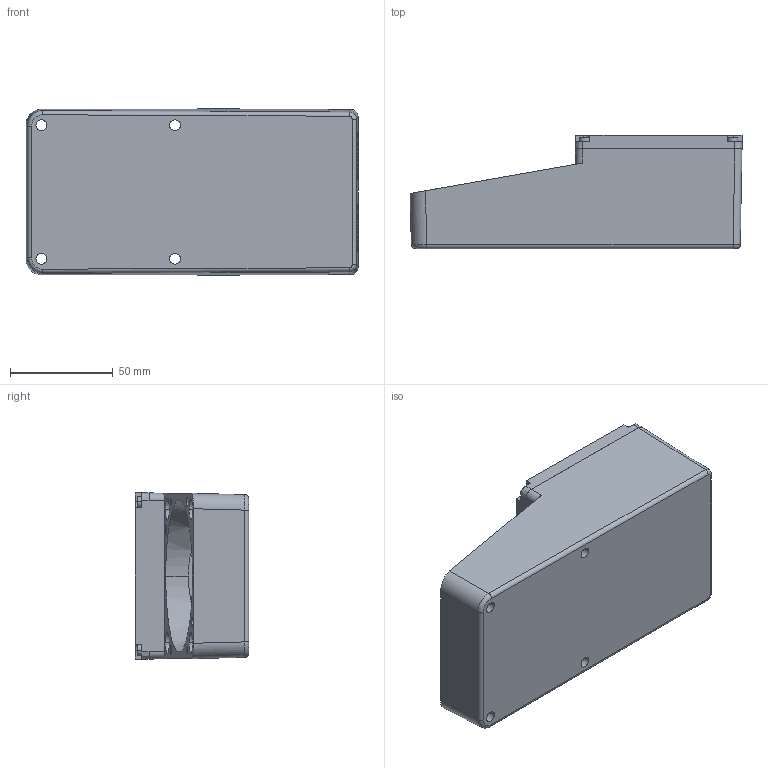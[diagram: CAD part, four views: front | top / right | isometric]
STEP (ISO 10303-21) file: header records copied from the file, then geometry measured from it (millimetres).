
FILE_DESCRIPTION((''),'2;1');
FILE_NAME('DM-CAD-2460','2016-11-07T',('creinig-se'),(''),'PRO/ENGINEER BY PARAMETRIC TECHNOLOGY CORPORATION, 2015440','PRO/ENGINEER BY PARAMETRIC TECHNOLOGY CORPORATION, 2015440','');
FILE_SCHEMA(('CONFIG_CONTROL_DESIGN'));
Length unit declared in the file: millimetre
Products named in the file (1): DM-CAD-2460
Bounding box: 161.51 x 55.2 x 80.94 mm (x, y, z)
Volume: 420835.2 mm3; surface area: 60906.3 mm2
Topology: 1 solids, 5 shells, 236 faces, 562 edges, 355 vertices
Faces by surface type: cylinder 86, plane 70, cone 35, bspline 30, torus 10, extrusion 5
Entity records: 10199 total; most frequent: CARTESIAN_POINT 3071, ORIENTED_EDGE 1100, DIRECTION 1033, PRESENTATION_STYLE_ASSIGNMENT 563, STYLED_ITEM 551, CURVE_STYLE 550, EDGE_CURVE 550, AXIS2_PLACEMENT_3D 401
